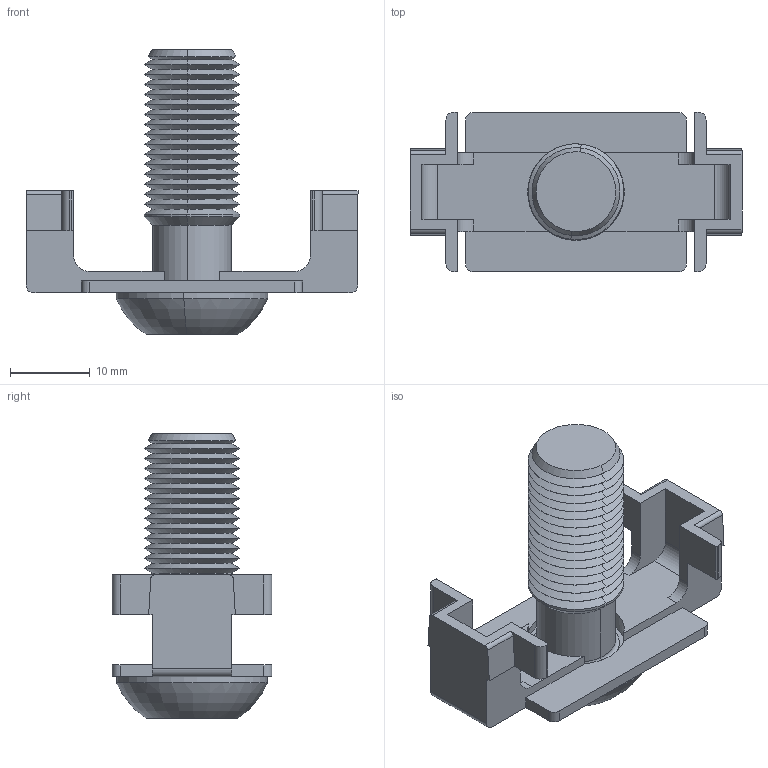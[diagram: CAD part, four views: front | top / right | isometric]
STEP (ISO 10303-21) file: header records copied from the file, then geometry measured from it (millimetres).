
FILE_DESCRIPTION (( 'STEP AP214' ), '1' );
FILE_NAME ('099F1045S11.STEP', '2014-08-21T10:20:55', ( '' ), ( '' ), 'SwSTEP 2.0', 'SolidWorks 2014', '' );
FILE_SCHEMA (( 'AUTOMOTIVE_DESIGN' ));
Length unit declared in the file: millimetre
Products named in the file (3): 092092_Standard; 093m1230t_093 m12 30 t; 099F1045S11
Assembly tree (2 placements, depth 2):
  099F1045S11
    092092_Standard
    093m1230t_093 m12 30 t
Bounding box: 41.6 x 20 x 35.7 mm (x, y, z)
Volume: 5651.6 mm3; surface area: 5132.3 mm2
Topology: 2 solids, 2 shells, 221 faces, 540 edges, 325 vertices
Faces by surface type: cylinder 77, cone 72, plane 68, torus 4
Entity records: 7541 total; most frequent: CARTESIAN_POINT 1363, DIRECTION 1131, ORIENTED_EDGE 1080, EDGE_CURVE 540, AXIS2_PLACEMENT_3D 421, VERTEX_POINT 325, LINE 289, VECTOR 289
